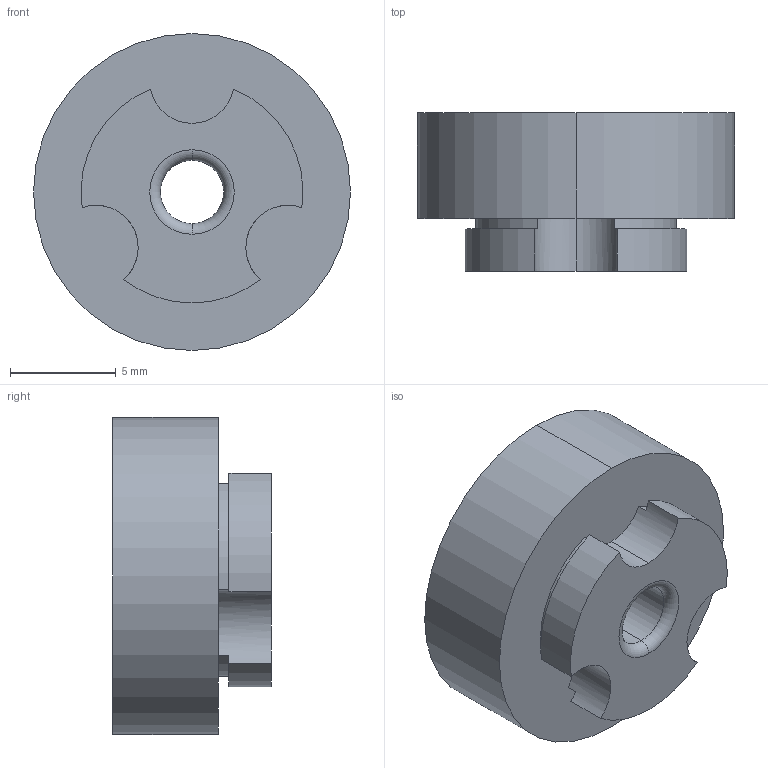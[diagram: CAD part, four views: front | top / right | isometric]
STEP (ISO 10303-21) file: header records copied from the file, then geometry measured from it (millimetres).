
FILE_DESCRIPTION (( 'STEP AP214' ), '1' );
FILE_NAME ('2021-10 - COUPELLE.STEP', '2021-12-11T14:07:07', ( '' ), ( '' ), 'SwSTEP 2.0', 'SolidWorks 2020', '' );
FILE_SCHEMA (( 'AUTOMOTIVE_DESIGN' ));
Length unit declared in the file: millimetre
Products named in the file (1): 2021-10 - COUPELLE
Bounding box: 15 x 7.5 x 15 mm (x, y, z)
Volume: 938.8 mm3; surface area: 773.6 mm2
Topology: 1 solids, 1 shells, 29 faces, 69 edges, 44 vertices
Faces by surface type: cylinder 16, plane 7, torus 6
Entity records: 903 total; most frequent: DIRECTION 179, CARTESIAN_POINT 143, ORIENTED_EDGE 138, AXIS2_PLACEMENT_3D 80, EDGE_CURVE 69, CIRCLE 50, VERTEX_POINT 44, EDGE_LOOP 33
